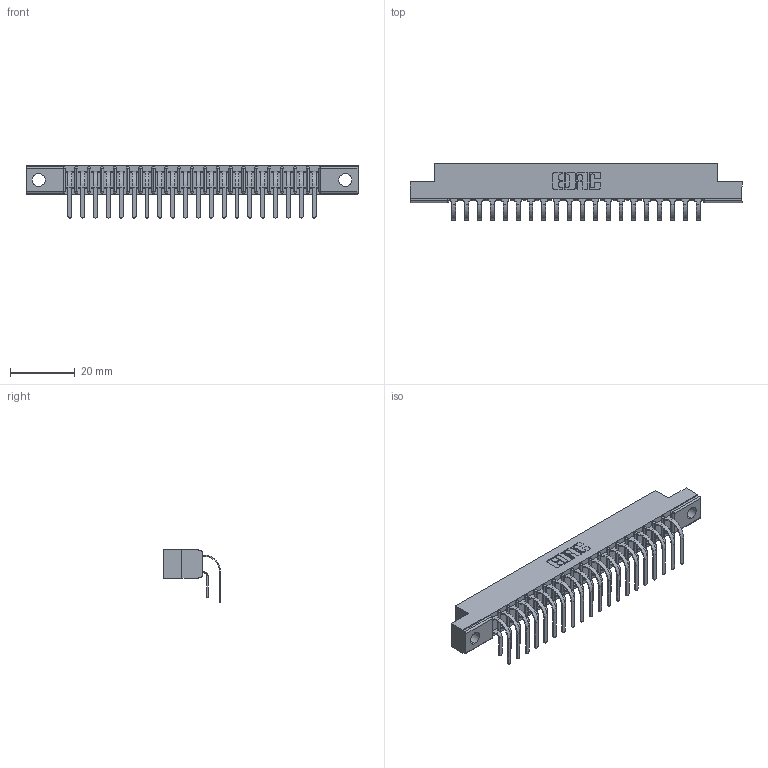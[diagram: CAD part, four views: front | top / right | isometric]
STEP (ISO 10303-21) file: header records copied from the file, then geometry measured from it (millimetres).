
FILE_DESCRIPTION (( 'STEP AP203' ), '1' );
FILE_NAME ('307-040-559-204.STEP', '2022-07-08T16:30:48', ( '' ), ( '' ), 'SwSTEP 2.0', 'SolidWorks 2020', '' );
FILE_SCHEMA (( 'CONFIG_CONTROL_DESIGN' ));
Length unit declared in the file: inch
Products named in the file (4): 307-290-001_559 - 2 (Single); 307-040-559-204; 307 Part_.156 Dia Mounting Holes; 307-290-001_558 559 - 1 (Single)
Assembly tree (41 placements, depth 2):
  307-040-559-204
    307 Part_.156 Dia Mounting Holes
    307-290-001_558 559 - 1 (Single)  x20
    307-290-001_559 - 2 (Single)  x20
Bounding box: 102.26 x 17.51 x 16.08 mm (x, y, z)
Volume: 6733.7 mm3; surface area: 12514.3 mm2
Topology: 41 solids, 41 shells, 2153 faces, 6039 edges, 3914 vertices
Faces by surface type: plane 1404, cylinder 707, sphere 42
Entity records: 22363 total; most frequent: CARTESIAN_POINT 3672, ORIENTED_EDGE 3634, DIRECTION 3597, EDGE_CURVE 1817, LINE 1391, VECTOR 1391, VERTEX_POINT 1178, AXIS2_PLACEMENT_3D 1103
